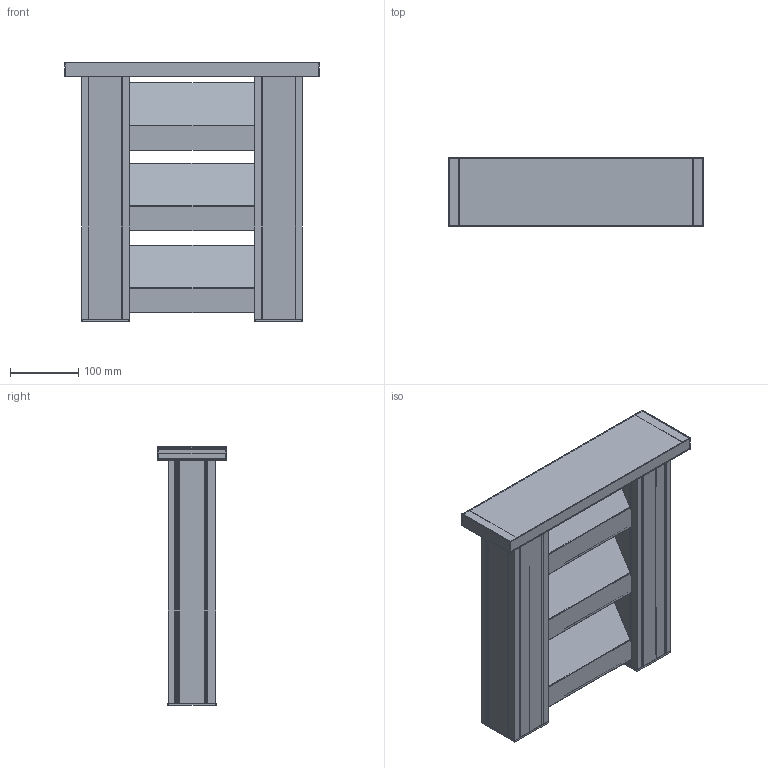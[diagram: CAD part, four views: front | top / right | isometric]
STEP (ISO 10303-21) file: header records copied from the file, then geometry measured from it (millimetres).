
FILE_DESCRIPTION (( 'STEP AP214' ), '1' );
FILE_NAME ('FG_SAMPLE-07.STEP', '2025-05-29T10:11:06', ( '' ), ( '' ), 'SwSTEP 2.0', 'SolidWorks 2019', '' );
FILE_SCHEMA (( 'AUTOMOTIVE_DESIGN' ));
Length unit declared in the file: millimetre
Products named in the file (13): AL_RP4002-6000_Priebezna R; AL_RP4002-6000_Pociatocna L; A-DIN 7505A 5x20; FG_FP70x70-6000_356; FG_SC20x20-6000_Zaslepka laty 20x100; FG_CP70x70-R7016; AL_VP2005-6000_230; AL_RP4002-6000_Pociatocna R; AL_RP6002-6000_356; AL_RP4002-6000_Pribezna L; FG_SAMPLE-07; Lata_100x20-391; AL_RP4002-6000_356
Assembly tree (26 placements, depth 2):
  FG_SAMPLE-07
    FG_FP70x70-6000_356  x2
    FG_CP70x70-R7016  x2
    AL_VP2005-6000_230  x3
    Lata_100x20-391
    FG_SC20x20-6000_Zaslepka laty 20x100  x2
    A-DIN 7505A 5x20  x4
    AL_RP4002-6000_Pociatocna L  x2
    AL_RP4002-6000_Pribezna L  x2
    AL_RP6002-6000_356  x2
    AL_RP4002-6000_356  x2
    AL_RP4002-6000_Pociatocna R  x2
    AL_RP4002-6000_Priebezna R  x2
Bounding box: 373.6 x 100 x 379.25 mm (x, y, z)
Volume: 968153.2 mm3; surface area: 1420474.7 mm2
Topology: 26 solids, 26 shells, 2076 faces, 5700 edges, 3684 vertices
Faces by surface type: cylinder 1142, plane 678, bspline 140, torus 48, cone 36, sphere 32
Entity records: 33982 total; most frequent: CARTESIAN_POINT 10183, ORIENTED_EDGE 5038, DIRECTION 4910, EDGE_CURVE 2519, AXIS2_PLACEMENT_3D 1752, VERTEX_POINT 1649, VECTOR 1406, LINE 1406
